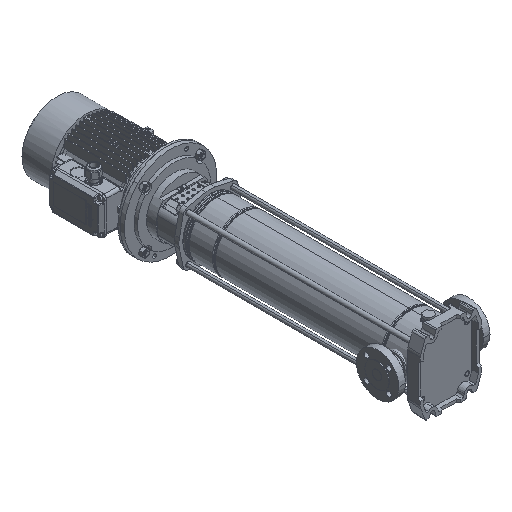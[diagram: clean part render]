
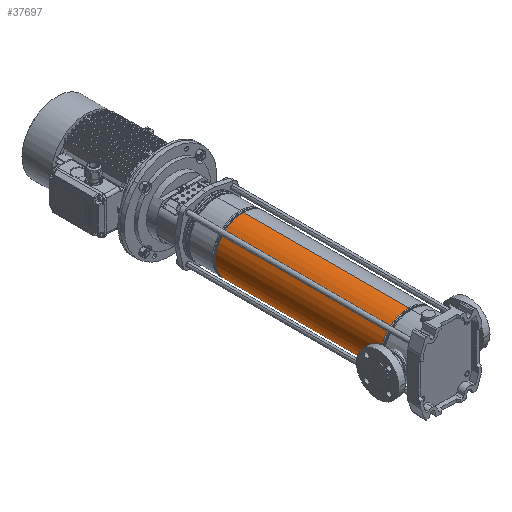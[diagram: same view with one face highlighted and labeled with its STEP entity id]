
A CAD part, isometric view. The second image highlights one B-rep face of the part: STEP entity #37697.
In plain terms, the highlighted cylindrical face has radius 74.9 mm (diameter 149.8 mm), a partial arc.
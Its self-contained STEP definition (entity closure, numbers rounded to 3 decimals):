
#2642 = CARTESIAN_POINT ( 'NONE',  ( 74.9, 0., 0. ) ) ;
#3001 = CARTESIAN_POINT ( 'NONE',  ( 74.9, 0., 533.221 ) ) ;
#3005 = DIRECTION ( 'NONE',  ( 0., 0., -1. ) ) ;
#3685 = EDGE_LOOP ( 'NONE', ( #35087, #15980, #27873, #48654 ) ) ;
#5793 = EDGE_CURVE ( 'NONE', #20735, #71594, #69183, .T. ) ;
#8418 = CIRCLE ( 'NONE', #36894, 74.9 ) ;
#9161 = EDGE_CURVE ( 'NONE', #23520, #26268, #8418, .T. ) ;
#11792 = DIRECTION ( 'NONE',  ( 0., 0., 1. ) ) ;
#12152 = CARTESIAN_POINT ( 'NONE',  ( 0., 0., 87.279 ) ) ;
#14576 = AXIS2_PLACEMENT_3D ( 'NONE', #29053, #51748, #17210 ) ;
#15678 = DIRECTION ( 'NONE',  ( 0., 0., -1. ) ) ;
#15980 = ORIENTED_EDGE ( 'NONE', *, *, #18260, .T. ) ;
#17210 = DIRECTION ( 'NONE',  ( 1., 0., 0. ) ) ;
#17545 = DIRECTION ( 'NONE',  ( -1., 0., 0. ) ) ;
#17747 = DIRECTION ( 'NONE',  ( 1., 0., 0. ) ) ;
#18260 = EDGE_CURVE ( 'NONE', #71594, #23520, #53536, .T. ) ;
#18272 = FACE_OUTER_BOUND ( 'NONE', #3685, .T. ) ;
#19085 = EDGE_CURVE ( 'NONE', #20735, #26268, #32732, .T. ) ;
#20735 = VERTEX_POINT ( 'NONE', #71130 ) ;
#22748 = CARTESIAN_POINT ( 'NONE',  ( 0., 0., 0. ) ) ;
#23520 = VERTEX_POINT ( 'NONE', #34509 ) ;
#26084 = CARTESIAN_POINT ( 'NONE',  ( -74.9, 0., 0. ) ) ;
#26268 = VERTEX_POINT ( 'NONE', #28366 ) ;
#27873 = ORIENTED_EDGE ( 'NONE', *, *, #9161, .T. ) ;
#28366 = CARTESIAN_POINT ( 'NONE',  ( -74.9, 0., 87.279 ) ) ;
#29053 = CARTESIAN_POINT ( 'NONE',  ( 0., 0., 533.221 ) ) ;
#32732 = LINE ( 'NONE', #26084, #65192 ) ;
#34509 = CARTESIAN_POINT ( 'NONE',  ( 74.9, 0., 87.279 ) ) ;
#35087 = ORIENTED_EDGE ( 'NONE', *, *, #5793, .T. ) ;
#36894 = AXIS2_PLACEMENT_3D ( 'NONE', #12152, #11792, #17747 ) ;
#37697 = ADVANCED_FACE ( 'NONE', ( #18272 ), #62170, .T. ) ;
#38304 = AXIS2_PLACEMENT_3D ( 'NONE', #22748, #45401, #17545 ) ;
#45401 = DIRECTION ( 'NONE',  ( 0., 0., -1. ) ) ;
#48654 = ORIENTED_EDGE ( 'NONE', *, *, #19085, .F. ) ;
#51748 = DIRECTION ( 'NONE',  ( 0., 0., -1. ) ) ;
#53536 = LINE ( 'NONE', #2642, #54372 ) ;
#54372 = VECTOR ( 'NONE', #3005, 1000. ) ;
#62170 = CYLINDRICAL_SURFACE ( 'NONE', #38304, 74.9 ) ;
#65192 = VECTOR ( 'NONE', #15678, 1000. ) ;
#69183 = CIRCLE ( 'NONE', #14576, 74.9 ) ;
#71130 = CARTESIAN_POINT ( 'NONE',  ( -74.9, 0., 533.221 ) ) ;
#71594 = VERTEX_POINT ( 'NONE', #3001 ) ;
